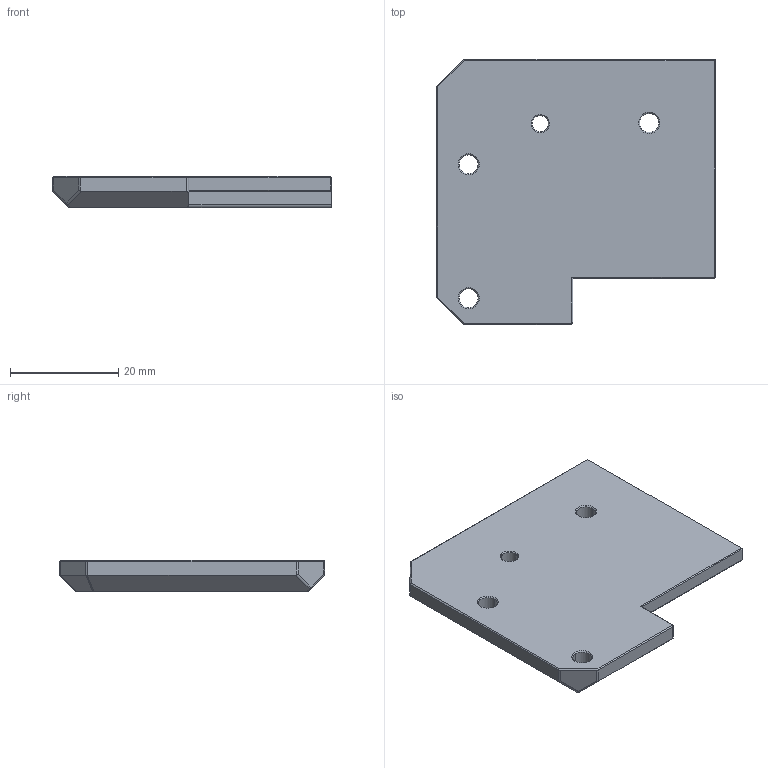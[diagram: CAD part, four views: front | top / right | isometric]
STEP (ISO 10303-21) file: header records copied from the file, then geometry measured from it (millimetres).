
FILE_DESCRIPTION (( 'STEP AP214' ), '1' );
FILE_NAME ('hurakan sfs bracket.STEP', '2023-07-18T06:42:15', ( 'Windows User' ), ( 'P R C' ), 'SwSTEP 2.0', 'SolidWorks 2022', '' );
FILE_SCHEMA (( 'AUTOMOTIVE_DESIGN' ));
Length unit declared in the file: millimetre
Products named in the file (1): hurakan sfs bracket
Bounding box: 51.5 x 49.01 x 5.8 mm (x, y, z)
Volume: 8172.1 mm3; surface area: 5596.6 mm2
Topology: 1 solids, 1 shells, 67 faces, 175 edges, 110 vertices
Faces by surface type: plane 30, cylinder 25, cone 8, torus 3, sphere 1
Entity records: 2084 total; most frequent: CARTESIAN_POINT 428, ORIENTED_EDGE 350, DIRECTION 331, EDGE_CURVE 175, AXIS2_PLACEMENT_3D 113, VERTEX_POINT 110, LINE 105, VECTOR 105
